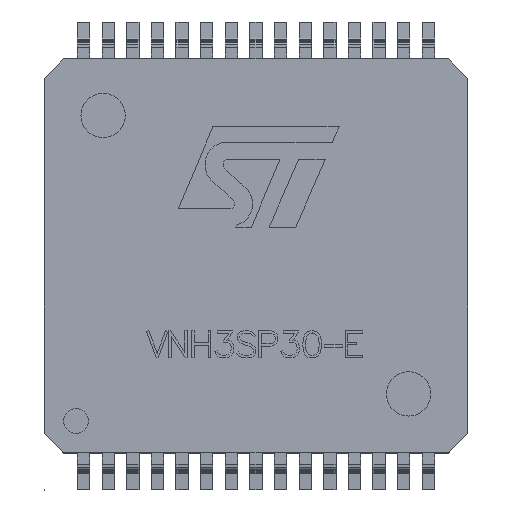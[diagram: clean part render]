
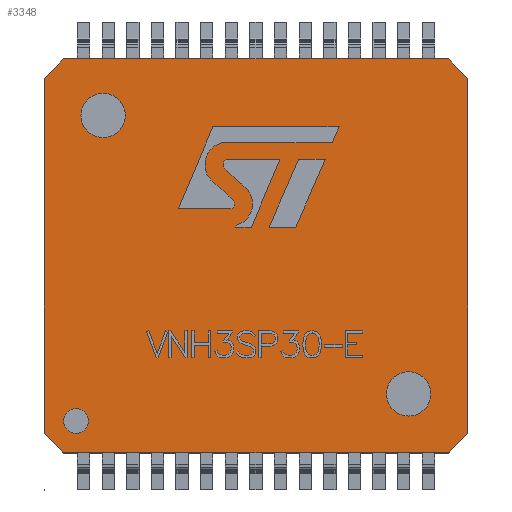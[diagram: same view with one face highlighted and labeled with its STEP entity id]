
A CAD part, top view. The second image highlights one B-rep face of the part: STEP entity #3348.
In plain terms, the highlighted planar face has unit normal (0, 0, 1).
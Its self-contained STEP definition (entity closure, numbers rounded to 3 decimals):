
#3342 = VERTEX_POINT ( 'NONE', #7802 ) ;
#3347 = EDGE_CURVE ( 'NONE', #3370, #3374, #7797, .T. ) ;
#3348 = ADVANCED_FACE ( 'NONE', ( #7686 ), #7684, .T. ) ;
#3349 = EDGE_LOOP ( 'NONE', ( #3388, #3391, #3392, #3394, #3418, #3420, #3421, #3424 ) ) ;
#3362 = VERTEX_POINT ( 'NONE', #7897 ) ;
#3364 = EDGE_CURVE ( 'NONE', #3410, #3362, #7895, .T. ) ;
#3370 = VERTEX_POINT ( 'NONE', #7847 ) ;
#3374 = VERTEX_POINT ( 'NONE', #7841 ) ;
#3385 = VERTEX_POINT ( 'NONE', #7751 ) ;
#3388 = ORIENTED_EDGE ( 'NONE', *, *, #3389, .F. ) ;
#3389 = EDGE_CURVE ( 'NONE', #3370, #3390, #7746, .T. ) ;
#3390 = VERTEX_POINT ( 'NONE', #7742 ) ;
#3391 = ORIENTED_EDGE ( 'NONE', *, *, #3347, .T. ) ;
#3392 = ORIENTED_EDGE ( 'NONE', *, *, #3393, .F. ) ;
#3393 = EDGE_CURVE ( 'NONE', #3385, #3374, #7741, .T. ) ;
#3394 = ORIENTED_EDGE ( 'NONE', *, *, #3404, .T. ) ;
#3404 = EDGE_CURVE ( 'NONE', #3385, #3342, #7783, .T. ) ;
#3410 = VERTEX_POINT ( 'NONE', #7768 ) ;
#3418 = ORIENTED_EDGE ( 'NONE', *, *, #3419, .F. ) ;
#3419 = EDGE_CURVE ( 'NONE', #3410, #3342, #7693, .T. ) ;
#3420 = ORIENTED_EDGE ( 'NONE', *, *, #3364, .T. ) ;
#3421 = ORIENTED_EDGE ( 'NONE', *, *, #3422, .F. ) ;
#3422 = EDGE_CURVE ( 'NONE', #3423, #3362, #7689, .T. ) ;
#3423 = VERTEX_POINT ( 'NONE', #7879 ) ;
#3424 = ORIENTED_EDGE ( 'NONE', *, *, #3425, .F. ) ;
#3425 = EDGE_CURVE ( 'NONE', #3390, #3423, #7878, .T. ) ;
#7680 = DIRECTION ( 'NONE',  ( 1., 0., 0. ) ) ;
#7681 = DIRECTION ( 'NONE',  ( 0., 0., 1. ) ) ;
#7682 = CARTESIAN_POINT ( 'NONE',  ( -7.8, -8., 2.25 ) ) ;
#7683 = AXIS2_PLACEMENT_3D ( 'NONE', #7682, #7681, #7680 ) ;
#7684 = PLANE ( 'NONE',  #7683 ) ;
#7686 = FACE_OUTER_BOUND ( 'NONE', #3349, .T. ) ;
#7687 = DIRECTION ( 'NONE',  ( 0.707, -0.707, 0. ) ) ;
#7688 = VECTOR ( 'NONE', #7687, 1000. ) ;
#7689 = LINE ( 'NONE', #7882, #7881 ) ;
#7690 = DIRECTION ( 'NONE',  ( 0., -1., 0. ) ) ;
#7691 = VECTOR ( 'NONE', #7690, 1000. ) ;
#7692 = CARTESIAN_POINT ( 'NONE',  ( 8.6, 7.2, 2.25 ) ) ;
#7693 = LINE ( 'NONE', #7692, #7691 ) ;
#7738 = DIRECTION ( 'NONE',  ( -1., 0., 0. ) ) ;
#7739 = VECTOR ( 'NONE', #7738, 1000. ) ;
#7740 = CARTESIAN_POINT ( 'NONE',  ( 7.8, -8., 2.25 ) ) ;
#7741 = LINE ( 'NONE', #7740, #7739 ) ;
#7742 = CARTESIAN_POINT ( 'NONE',  ( -8.6, 7.2, 2.25 ) ) ;
#7743 = DIRECTION ( 'NONE',  ( 0., 1., 0. ) ) ;
#7744 = VECTOR ( 'NONE', #7743, 1000. ) ;
#7745 = CARTESIAN_POINT ( 'NONE',  ( -8.6, -7.2, 2.25 ) ) ;
#7746 = LINE ( 'NONE', #7745, #7744 ) ;
#7751 = CARTESIAN_POINT ( 'NONE',  ( 7.8, -8., 2.25 ) ) ;
#7768 = CARTESIAN_POINT ( 'NONE',  ( 8.6, 7.2, 2.25 ) ) ;
#7780 = DIRECTION ( 'NONE',  ( 0.707, 0.707, 0. ) ) ;
#7781 = VECTOR ( 'NONE', #7780, 1000. ) ;
#7782 = CARTESIAN_POINT ( 'NONE',  ( 7.8, -8., 2.25 ) ) ;
#7783 = LINE ( 'NONE', #7782, #7781 ) ;
#7796 = CARTESIAN_POINT ( 'NONE',  ( -8.6, -7.2, 2.25 ) ) ;
#7797 = LINE ( 'NONE', #7796, #7688 ) ;
#7802 = CARTESIAN_POINT ( 'NONE',  ( 8.6, -7.2, 2.25 ) ) ;
#7841 = CARTESIAN_POINT ( 'NONE',  ( -7.8, -8., 2.25 ) ) ;
#7847 = CARTESIAN_POINT ( 'NONE',  ( -8.6, -7.2, 2.25 ) ) ;
#7875 = DIRECTION ( 'NONE',  ( 0.707, 0.707, 0. ) ) ;
#7876 = VECTOR ( 'NONE', #7875, 1000. ) ;
#7877 = CARTESIAN_POINT ( 'NONE',  ( -8.6, 7.2, 2.25 ) ) ;
#7878 = LINE ( 'NONE', #7877, #7876 ) ;
#7879 = CARTESIAN_POINT ( 'NONE',  ( -7.8, 8., 2.25 ) ) ;
#7880 = DIRECTION ( 'NONE',  ( 1., 0., 0. ) ) ;
#7881 = VECTOR ( 'NONE', #7880, 1000. ) ;
#7882 = CARTESIAN_POINT ( 'NONE',  ( -7.8, 8., 2.25 ) ) ;
#7892 = DIRECTION ( 'NONE',  ( -0.707, 0.707, 0. ) ) ;
#7893 = VECTOR ( 'NONE', #7892, 1000. ) ;
#7894 = CARTESIAN_POINT ( 'NONE',  ( 8.6, 7.2, 2.25 ) ) ;
#7895 = LINE ( 'NONE', #7894, #7893 ) ;
#7897 = CARTESIAN_POINT ( 'NONE',  ( 7.8, 8., 2.25 ) ) ;
